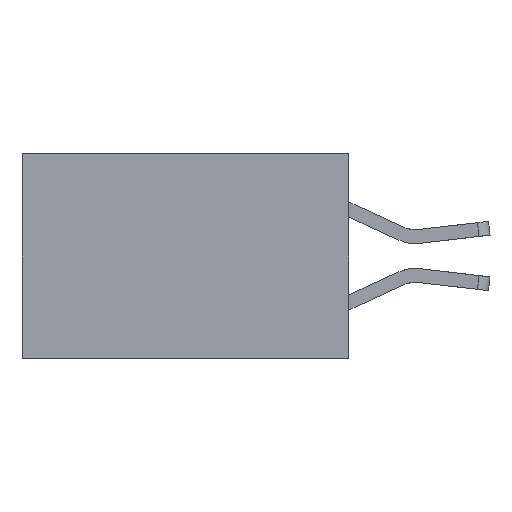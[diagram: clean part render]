
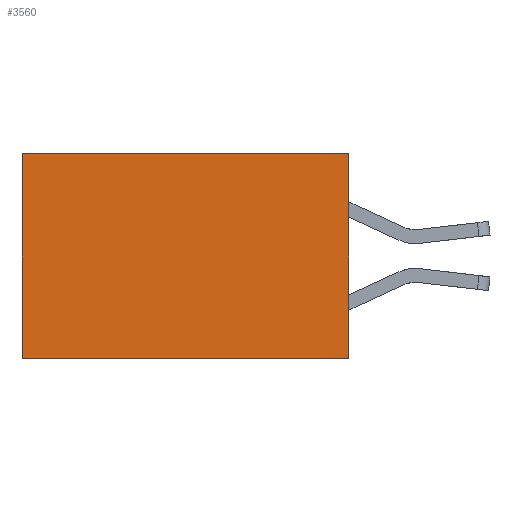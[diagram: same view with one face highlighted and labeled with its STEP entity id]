
A CAD part, left-side view. The second image highlights one B-rep face of the part: STEP entity #3560.
In plain terms, the highlighted planar face has unit normal (-1, 0, 0).
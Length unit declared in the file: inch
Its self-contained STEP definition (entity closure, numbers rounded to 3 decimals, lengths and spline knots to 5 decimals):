
#213 = EDGE_CURVE ( 'NONE', #2359, #5739, #3717, .T. ) ;
#1561 = EDGE_CURVE ( 'NONE', #6535, #6635, #8602, .T. ) ;
#2196 = CARTESIAN_POINT ( 'NONE',  ( 0.277, 0., -0.37 ) ) ;
#2359 = VERTEX_POINT ( 'NONE', #3204 ) ;
#2377 = DIRECTION ( 'NONE',  ( 0., 0., -1. ) ) ;
#3028 = DIRECTION ( 'NONE',  ( 0., 1., 0. ) ) ;
#3204 = CARTESIAN_POINT ( 'NONE',  ( 0.277, 0., 0. ) ) ;
#3560 = ADVANCED_FACE ( 'NONE', ( #7065 ), #4919, .F. ) ;
#3717 = LINE ( 'NONE', #7602, #6290 ) ;
#3986 = DIRECTION ( 'NONE',  ( 0., 0., -1. ) ) ;
#4073 = DIRECTION ( 'NONE',  ( 1., 0., 0. ) ) ;
#4190 = CARTESIAN_POINT ( 'NONE',  ( 0.277, 0., -0.37 ) ) ;
#4406 = LINE ( 'NONE', #2196, #8315 ) ;
#4876 = EDGE_CURVE ( 'NONE', #2359, #6535, #7293, .T. ) ;
#4919 = PLANE ( 'NONE',  #8654 ) ;
#5171 = VECTOR ( 'NONE', #7222, 39.37008 ) ;
#5485 = ORIENTED_EDGE ( 'NONE', *, *, #1561, .T. ) ;
#5525 = ORIENTED_EDGE ( 'NONE', *, *, #8748, .F. ) ;
#5550 = ORIENTED_EDGE ( 'NONE', *, *, #213, .F. ) ;
#5559 = ORIENTED_EDGE ( 'NONE', *, *, #4876, .T. ) ;
#5614 = EDGE_LOOP ( 'NONE', ( #5485, #5525, #5550, #5559 ) ) ;
#5739 = VERTEX_POINT ( 'NONE', #5924 ) ;
#5924 = CARTESIAN_POINT ( 'NONE',  ( 0.277, 0., -0.37 ) ) ;
#6290 = VECTOR ( 'NONE', #2377, 39.37008 ) ;
#6535 = VERTEX_POINT ( 'NONE', #9971 ) ;
#6610 = VECTOR ( 'NONE', #8111, 39.37008 ) ;
#6635 = VERTEX_POINT ( 'NONE', #9873 ) ;
#7065 = FACE_OUTER_BOUND ( 'NONE', #5614, .T. ) ;
#7222 = DIRECTION ( 'NONE',  ( 0., 1., 0. ) ) ;
#7293 = LINE ( 'NONE', #7426, #5171 ) ;
#7426 = CARTESIAN_POINT ( 'NONE',  ( 0.277, 0., 0. ) ) ;
#7602 = CARTESIAN_POINT ( 'NONE',  ( 0.277, 0., -0.37 ) ) ;
#8103 = CARTESIAN_POINT ( 'NONE',  ( 0.277, 0.59, -0.37 ) ) ;
#8111 = DIRECTION ( 'NONE',  ( 0., 0., -1. ) ) ;
#8315 = VECTOR ( 'NONE', #3028, 39.37008 ) ;
#8602 = LINE ( 'NONE', #8103, #6610 ) ;
#8654 = AXIS2_PLACEMENT_3D ( 'NONE', #4190, #4073, #3986 ) ;
#8748 = EDGE_CURVE ( 'NONE', #5739, #6635, #4406, .T. ) ;
#9873 = CARTESIAN_POINT ( 'NONE',  ( 0.277, 0.59, -0.37 ) ) ;
#9971 = CARTESIAN_POINT ( 'NONE',  ( 0.277, 0.59, 0. ) ) ;
